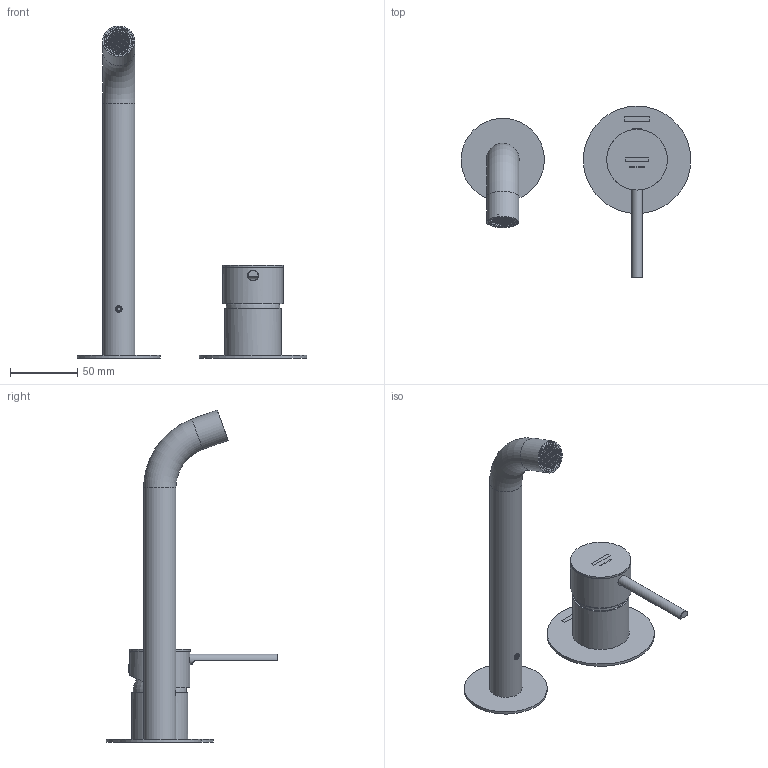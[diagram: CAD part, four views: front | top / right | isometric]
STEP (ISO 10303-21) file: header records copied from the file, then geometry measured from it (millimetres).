
FILE_DESCRIPTION (( 'STEP AP203' ), '1' );
FILE_NAME ('842103IX.STEP', '2025-02-05T10:30:38', ( '' ), ( '' ), 'SwSTEP 2.0', 'SolidWorks 2021', '' );
FILE_SCHEMA (( 'CONFIG_CONTROL_DESIGN' ));
Length unit declared in the file: millimetre
Products named in the file (1): 842103IX
Bounding box: 170.93 x 128 x 247.28 mm (x, y, z)
Volume: 63620 mm3; surface area: 80414.9 mm2
Topology: 12 solids, 12 shells, 1182 faces, 2970 edges, 1975 vertices
Faces by surface type: plane 1071, cylinder 78, cone 12, torus 11, bspline 7, sphere 3
Full cylindrical faces by diameter (mm): 4.2 x1, 5 x1, 5.5 x1, 7.9 x1, 8 x1, 16 x1, 16.7 x1, 17.2 x2, 17.5 x1, 18.5 x2, 18.75 x1, 21 x3, 22 x2, 24 x2, 24.5 x1, 31 x1, 35.8 x2, 36.5 x1, 37 x1, 39 x1, 42 x1, 42.5 x1, 42.6 x1, 45 x1, 45.2 x1, 62 x1, 80 x1
Entity records: 35251 total; most frequent: CARTESIAN_POINT 6913, ORIENTED_EDGE 5808, DIRECTION 5425, EDGE_CURVE 2904, LINE 2667, VECTOR 2667, VERTEX_POINT 1961, EDGE_LOOP 1417
